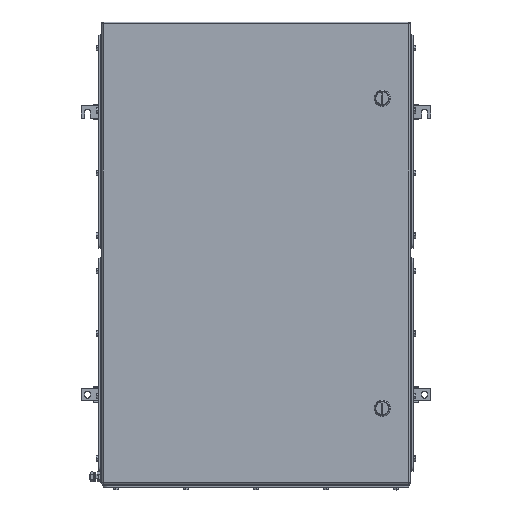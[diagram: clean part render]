
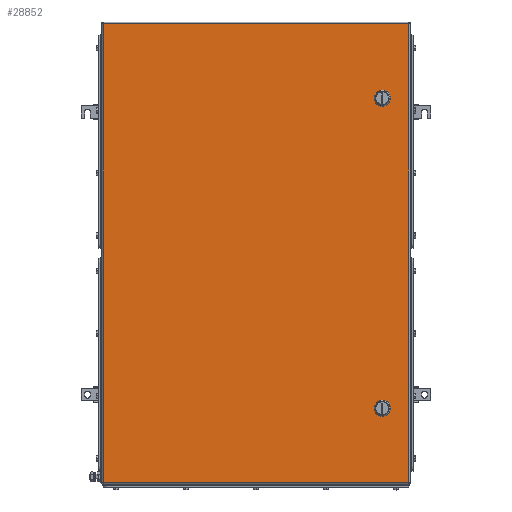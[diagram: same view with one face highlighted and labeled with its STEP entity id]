
A CAD part, top view. The second image highlights one B-rep face of the part: STEP entity #28852.
In plain terms, the highlighted planar face has unit normal (0, 0, 1).
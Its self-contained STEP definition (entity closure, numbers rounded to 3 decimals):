
#28666=AXIS2_PLACEMENT_3D('Circle Axis2P3D',#28664,#28665,$) ;
#28693=AXIS2_PLACEMENT_3D('Plane Axis2P3D',#28690,#28691,#28692) ;
#28738=AXIS2_PLACEMENT_3D('Circle Axis2P3D',#28736,#28737,$) ;
#28752=AXIS2_PLACEMENT_3D('Circle Axis2P3D',#28750,#28751,$) ;
#28766=AXIS2_PLACEMENT_3D('Circle Axis2P3D',#28764,#28765,$) ;
#28788=AXIS2_PLACEMENT_3D('Circle Axis2P3D',#28786,#28787,$) ;
#28804=AXIS2_PLACEMENT_3D('Circle Axis2P3D',#28802,#28803,$) ;
#28818=AXIS2_PLACEMENT_3D('Circle Axis2P3D',#28816,#28817,$) ;
#28832=AXIS2_PLACEMENT_3D('Circle Axis2P3D',#28830,#28831,$) ;
#28661=CARTESIAN_POINT('Vertex',(600.056,764.45,153.5)) ;
#28664=CARTESIAN_POINT('Axis2P3D Location',(595.,774.5,153.5)) ;
#28668=CARTESIAN_POINT('Vertex',(605.05,769.444,153.5)) ;
#28690=CARTESIAN_POINT('Axis2P3D Location',(345.5,468.,153.5)) ;
#28695=CARTESIAN_POINT('Line Origine',(345.5,921.5,153.5)) ;
#28699=CARTESIAN_POINT('Vertex',(647.,921.5,153.5)) ;
#28701=CARTESIAN_POINT('Vertex',(44.,921.5,153.5)) ;
#28704=CARTESIAN_POINT('Line Origine',(44.,468.,153.5)) ;
#28708=CARTESIAN_POINT('Vertex',(44.,14.5,153.5)) ;
#28711=CARTESIAN_POINT('Line Origine',(345.5,14.5,153.5)) ;
#28715=CARTESIAN_POINT('Vertex',(647.,14.5,153.5)) ;
#28718=CARTESIAN_POINT('Line Origine',(647.,468.,153.5)) ;
#28729=CARTESIAN_POINT('Line Origine',(595.,764.45,153.5)) ;
#28733=CARTESIAN_POINT('Vertex',(589.944,764.45,153.5)) ;
#28736=CARTESIAN_POINT('Axis2P3D Location',(595.,774.5,153.5)) ;
#28740=CARTESIAN_POINT('Vertex',(584.95,769.444,153.5)) ;
#28743=CARTESIAN_POINT('Line Origine',(584.95,774.5,153.5)) ;
#28747=CARTESIAN_POINT('Vertex',(584.95,779.556,153.5)) ;
#28750=CARTESIAN_POINT('Axis2P3D Location',(595.,774.5,153.5)) ;
#28754=CARTESIAN_POINT('Vertex',(589.944,784.55,153.5)) ;
#28757=CARTESIAN_POINT('Line Origine',(595.,784.55,153.5)) ;
#28761=CARTESIAN_POINT('Vertex',(600.056,784.55,153.5)) ;
#28764=CARTESIAN_POINT('Axis2P3D Location',(595.,774.5,153.5)) ;
#28768=CARTESIAN_POINT('Vertex',(605.05,779.556,153.5)) ;
#28771=CARTESIAN_POINT('Line Origine',(605.05,774.5,153.5)) ;
#28786=CARTESIAN_POINT('Axis2P3D Location',(595.,161.5,153.5)) ;
#28790=CARTESIAN_POINT('Vertex',(600.056,151.45,153.5)) ;
#28792=CARTESIAN_POINT('Vertex',(605.05,156.444,153.5)) ;
#28795=CARTESIAN_POINT('Line Origine',(595.,151.45,153.5)) ;
#28799=CARTESIAN_POINT('Vertex',(589.944,151.45,153.5)) ;
#28802=CARTESIAN_POINT('Axis2P3D Location',(595.,161.5,153.5)) ;
#28806=CARTESIAN_POINT('Vertex',(584.95,156.444,153.5)) ;
#28809=CARTESIAN_POINT('Line Origine',(584.95,161.5,153.5)) ;
#28813=CARTESIAN_POINT('Vertex',(584.95,166.556,153.5)) ;
#28816=CARTESIAN_POINT('Axis2P3D Location',(595.,161.5,153.5)) ;
#28820=CARTESIAN_POINT('Vertex',(589.944,171.55,153.5)) ;
#28823=CARTESIAN_POINT('Line Origine',(595.,171.55,153.5)) ;
#28827=CARTESIAN_POINT('Vertex',(600.056,171.55,153.5)) ;
#28830=CARTESIAN_POINT('Axis2P3D Location',(595.,161.5,153.5)) ;
#28834=CARTESIAN_POINT('Vertex',(605.05,166.556,153.5)) ;
#28837=CARTESIAN_POINT('Line Origine',(605.05,161.5,153.5)) ;
#28665=DIRECTION('Axis2P3D Direction',(0.,0.,1.)) ;
#28691=DIRECTION('Axis2P3D Direction',(0.,0.,1.)) ;
#28692=DIRECTION('Axis2P3D XDirection',(1.,0.,0.)) ;
#28696=DIRECTION('Vector Direction',(1.,0.,0.)) ;
#28705=DIRECTION('Vector Direction',(0.,-1.,0.)) ;
#28712=DIRECTION('Vector Direction',(1.,0.,0.)) ;
#28719=DIRECTION('Vector Direction',(0.,1.,0.)) ;
#28730=DIRECTION('Vector Direction',(1.,0.,0.)) ;
#28737=DIRECTION('Axis2P3D Direction',(0.,0.,1.)) ;
#28744=DIRECTION('Vector Direction',(0.,1.,0.)) ;
#28751=DIRECTION('Axis2P3D Direction',(0.,0.,1.)) ;
#28758=DIRECTION('Vector Direction',(1.,0.,0.)) ;
#28765=DIRECTION('Axis2P3D Direction',(0.,0.,1.)) ;
#28772=DIRECTION('Vector Direction',(0.,-1.,0.)) ;
#28787=DIRECTION('Axis2P3D Direction',(0.,0.,1.)) ;
#28796=DIRECTION('Vector Direction',(1.,0.,0.)) ;
#28803=DIRECTION('Axis2P3D Direction',(0.,0.,1.)) ;
#28810=DIRECTION('Vector Direction',(0.,1.,0.)) ;
#28817=DIRECTION('Axis2P3D Direction',(0.,0.,1.)) ;
#28824=DIRECTION('Vector Direction',(1.,0.,0.)) ;
#28831=DIRECTION('Axis2P3D Direction',(0.,0.,1.)) ;
#28838=DIRECTION('Vector Direction',(0.,-1.,0.)) ;
#28697=VECTOR('Line Direction',#28696,1.) ;
#28706=VECTOR('Line Direction',#28705,1.) ;
#28713=VECTOR('Line Direction',#28712,1.) ;
#28720=VECTOR('Line Direction',#28719,1.) ;
#28731=VECTOR('Line Direction',#28730,1.) ;
#28745=VECTOR('Line Direction',#28744,1.) ;
#28759=VECTOR('Line Direction',#28758,1.) ;
#28773=VECTOR('Line Direction',#28772,1.) ;
#28797=VECTOR('Line Direction',#28796,1.) ;
#28811=VECTOR('Line Direction',#28810,1.) ;
#28825=VECTOR('Line Direction',#28824,1.) ;
#28839=VECTOR('Line Direction',#28838,1.) ;
#28724=ORIENTED_EDGE('',*,*,#28703,.T.) ;
#28725=ORIENTED_EDGE('',*,*,#28710,.T.) ;
#28726=ORIENTED_EDGE('',*,*,#28717,.T.) ;
#28727=ORIENTED_EDGE('',*,*,#28722,.T.) ;
#28777=ORIENTED_EDGE('',*,*,#28735,.F.) ;
#28778=ORIENTED_EDGE('',*,*,#28742,.F.) ;
#28779=ORIENTED_EDGE('',*,*,#28749,.T.) ;
#28780=ORIENTED_EDGE('',*,*,#28756,.F.) ;
#28781=ORIENTED_EDGE('',*,*,#28763,.T.) ;
#28782=ORIENTED_EDGE('',*,*,#28770,.F.) ;
#28783=ORIENTED_EDGE('',*,*,#28775,.T.) ;
#28784=ORIENTED_EDGE('',*,*,#28670,.F.) ;
#28843=ORIENTED_EDGE('',*,*,#28794,.F.) ;
#28844=ORIENTED_EDGE('',*,*,#28801,.F.) ;
#28845=ORIENTED_EDGE('',*,*,#28808,.F.) ;
#28846=ORIENTED_EDGE('',*,*,#28815,.T.) ;
#28847=ORIENTED_EDGE('',*,*,#28822,.F.) ;
#28848=ORIENTED_EDGE('',*,*,#28829,.T.) ;
#28849=ORIENTED_EDGE('',*,*,#28836,.F.) ;
#28850=ORIENTED_EDGE('',*,*,#28841,.T.) ;
#28785=FACE_BOUND('',#28776,.T.) ;
#28851=FACE_BOUND('',#28842,.T.) ;
#28852=ADVANCED_FACE('ZUB_KTB_QL_916115_3GP_AllCATPart_AllCATPart.3\\ZUB_KTB_QL_916115_3GP_AllCATPart.2\\ZUB_DE_KTB_QL.1\\DE_KTB_MH_PART_MASTER.1\\Koerper.2',(#28728,#28785,#28851),#28694,.T.) ;
#28667=CIRCLE('generated circle',#28666,11.25) ;
#28739=CIRCLE('generated circle',#28738,11.25) ;
#28753=CIRCLE('generated circle',#28752,11.25) ;
#28767=CIRCLE('generated circle',#28766,11.25) ;
#28789=CIRCLE('generated circle',#28788,11.25) ;
#28805=CIRCLE('generated circle',#28804,11.25) ;
#28819=CIRCLE('generated circle',#28818,11.25) ;
#28833=CIRCLE('generated circle',#28832,11.25) ;
#28670=EDGE_CURVE('',#28662,#28669,#28667,.T.) ;
#28703=EDGE_CURVE('',#28700,#28702,#28698,.F.) ;
#28710=EDGE_CURVE('',#28702,#28709,#28707,.T.) ;
#28717=EDGE_CURVE('',#28709,#28716,#28714,.T.) ;
#28722=EDGE_CURVE('',#28716,#28700,#28721,.T.) ;
#28735=EDGE_CURVE('',#28734,#28662,#28732,.T.) ;
#28742=EDGE_CURVE('',#28741,#28734,#28739,.T.) ;
#28749=EDGE_CURVE('',#28741,#28748,#28746,.T.) ;
#28756=EDGE_CURVE('',#28755,#28748,#28753,.T.) ;
#28763=EDGE_CURVE('',#28755,#28762,#28760,.T.) ;
#28770=EDGE_CURVE('',#28769,#28762,#28767,.T.) ;
#28775=EDGE_CURVE('',#28769,#28669,#28774,.T.) ;
#28794=EDGE_CURVE('',#28791,#28793,#28789,.T.) ;
#28801=EDGE_CURVE('',#28800,#28791,#28798,.T.) ;
#28808=EDGE_CURVE('',#28807,#28800,#28805,.T.) ;
#28815=EDGE_CURVE('',#28807,#28814,#28812,.T.) ;
#28822=EDGE_CURVE('',#28821,#28814,#28819,.T.) ;
#28829=EDGE_CURVE('',#28821,#28828,#28826,.T.) ;
#28836=EDGE_CURVE('',#28835,#28828,#28833,.T.) ;
#28841=EDGE_CURVE('',#28835,#28793,#28840,.T.) ;
#28723=EDGE_LOOP('',(#28724,#28725,#28726,#28727)) ;
#28776=EDGE_LOOP('',(#28777,#28778,#28779,#28780,#28781,#28782,#28783,#28784)) ;
#28842=EDGE_LOOP('',(#28843,#28844,#28845,#28846,#28847,#28848,#28849,#28850)) ;
#28728=FACE_OUTER_BOUND('',#28723,.T.) ;
#28698=LINE('Line',#28695,#28697) ;
#28707=LINE('Line',#28704,#28706) ;
#28714=LINE('Line',#28711,#28713) ;
#28721=LINE('Line',#28718,#28720) ;
#28732=LINE('Line',#28729,#28731) ;
#28746=LINE('Line',#28743,#28745) ;
#28760=LINE('Line',#28757,#28759) ;
#28774=LINE('Line',#28771,#28773) ;
#28798=LINE('Line',#28795,#28797) ;
#28812=LINE('Line',#28809,#28811) ;
#28826=LINE('Line',#28823,#28825) ;
#28840=LINE('Line',#28837,#28839) ;
#28694=PLANE('',#28693) ;
#28662=VERTEX_POINT('',#28661) ;
#28669=VERTEX_POINT('',#28668) ;
#28700=VERTEX_POINT('',#28699) ;
#28702=VERTEX_POINT('',#28701) ;
#28709=VERTEX_POINT('',#28708) ;
#28716=VERTEX_POINT('',#28715) ;
#28734=VERTEX_POINT('',#28733) ;
#28741=VERTEX_POINT('',#28740) ;
#28748=VERTEX_POINT('',#28747) ;
#28755=VERTEX_POINT('',#28754) ;
#28762=VERTEX_POINT('',#28761) ;
#28769=VERTEX_POINT('',#28768) ;
#28791=VERTEX_POINT('',#28790) ;
#28793=VERTEX_POINT('',#28792) ;
#28800=VERTEX_POINT('',#28799) ;
#28807=VERTEX_POINT('',#28806) ;
#28814=VERTEX_POINT('',#28813) ;
#28821=VERTEX_POINT('',#28820) ;
#28828=VERTEX_POINT('',#28827) ;
#28835=VERTEX_POINT('',#28834) ;
